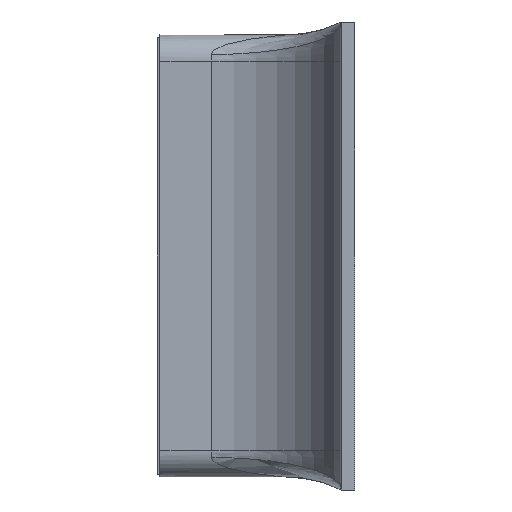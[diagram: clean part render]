
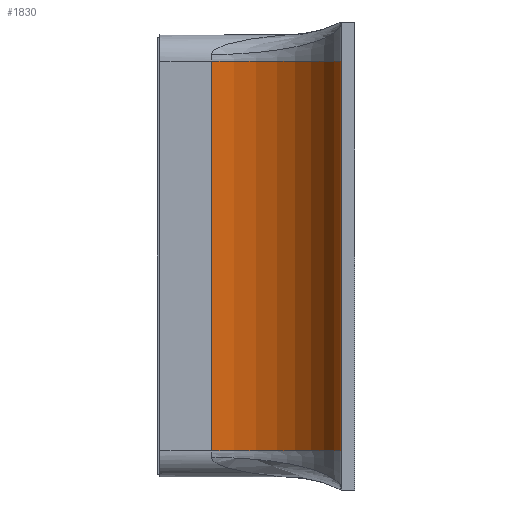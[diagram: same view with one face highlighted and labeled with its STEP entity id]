
A CAD part, left-side view. The second image highlights one B-rep face of the part: STEP entity #1830.
In plain terms, the highlighted cylindrical face has radius 0.5 mm (diameter 1 mm), a partial arc.
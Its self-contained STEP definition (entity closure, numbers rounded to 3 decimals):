
#23 = CARTESIAN_POINT ( 'NONE',  ( -2.2, 0.05, -0.9 ) ) ;
#39 = DIRECTION ( 'NONE',  ( 1., 0., 0. ) ) ;
#213 = CARTESIAN_POINT ( 'NONE',  ( -1.7, 0.55, 0.75 ) ) ;
#244 = ORIENTED_EDGE ( 'NONE', *, *, #2090, .F. ) ;
#253 = CARTESIAN_POINT ( 'NONE',  ( -2.2, 0.55, 0.85 ) ) ;
#292 = LINE ( 'NONE', #331, #1371 ) ;
#331 = CARTESIAN_POINT ( 'NONE',  ( -1.7, 0.55, 0.85 ) ) ;
#380 = VERTEX_POINT ( 'NONE', #567 ) ;
#464 = DIRECTION ( 'NONE',  ( 1., 0., 0. ) ) ;
#516 = CIRCLE ( 'NONE', #1456, 0.5 ) ;
#554 = ORIENTED_EDGE ( 'NONE', *, *, #799, .T. ) ;
#567 = CARTESIAN_POINT ( 'NONE',  ( -2.2, 0.05, -0.75 ) ) ;
#706 = DIRECTION ( 'NONE',  ( 0., 0., 1. ) ) ;
#740 = ORIENTED_EDGE ( 'NONE', *, *, #839, .T. ) ;
#799 = EDGE_CURVE ( 'NONE', #1015, #950, #831, .T. ) ;
#831 = CIRCLE ( 'NONE', #1123, 0.5 ) ;
#839 = EDGE_CURVE ( 'NONE', #380, #1015, #1586, .T. ) ;
#898 = CARTESIAN_POINT ( 'NONE',  ( -2.2, 0.05, 0.75 ) ) ;
#950 = VERTEX_POINT ( 'NONE', #213 ) ;
#968 = VECTOR ( 'NONE', #1884, 1000. ) ;
#1012 = ORIENTED_EDGE ( 'NONE', *, *, #1545, .F. ) ;
#1015 = VERTEX_POINT ( 'NONE', #898 ) ;
#1123 = AXIS2_PLACEMENT_3D ( 'NONE', #1900, #706, #39 ) ;
#1177 = DIRECTION ( 'NONE',  ( 0., 0., 1. ) ) ;
#1338 = VERTEX_POINT ( 'NONE', #1924 ) ;
#1371 = VECTOR ( 'NONE', #1177, 1000. ) ;
#1449 = DIRECTION ( 'NONE',  ( 0., 0., 1. ) ) ;
#1456 = AXIS2_PLACEMENT_3D ( 'NONE', #2150, #1826, #464 ) ;
#1545 = EDGE_CURVE ( 'NONE', #380, #1338, #516, .T. ) ;
#1586 = LINE ( 'NONE', #23, #968 ) ;
#1696 = EDGE_LOOP ( 'NONE', ( #554, #244, #1012, #740 ) ) ;
#1768 = DIRECTION ( 'NONE',  ( 1., 0., 0. ) ) ;
#1826 = DIRECTION ( 'NONE',  ( 0., 0., 1. ) ) ;
#1830 = ADVANCED_FACE ( 'NONE', ( #2115 ), #2163, .F. ) ;
#1884 = DIRECTION ( 'NONE',  ( 0., 0., 1. ) ) ;
#1900 = CARTESIAN_POINT ( 'NONE',  ( -2.2, 0.55, 0.75 ) ) ;
#1924 = CARTESIAN_POINT ( 'NONE',  ( -1.7, 0.55, -0.75 ) ) ;
#2090 = EDGE_CURVE ( 'NONE', #1338, #950, #292, .T. ) ;
#2115 = FACE_OUTER_BOUND ( 'NONE', #1696, .T. ) ;
#2150 = CARTESIAN_POINT ( 'NONE',  ( -2.2, 0.55, -0.75 ) ) ;
#2163 = CYLINDRICAL_SURFACE ( 'NONE', #2192, 0.5 ) ;
#2192 = AXIS2_PLACEMENT_3D ( 'NONE', #253, #1449, #1768 ) ;
